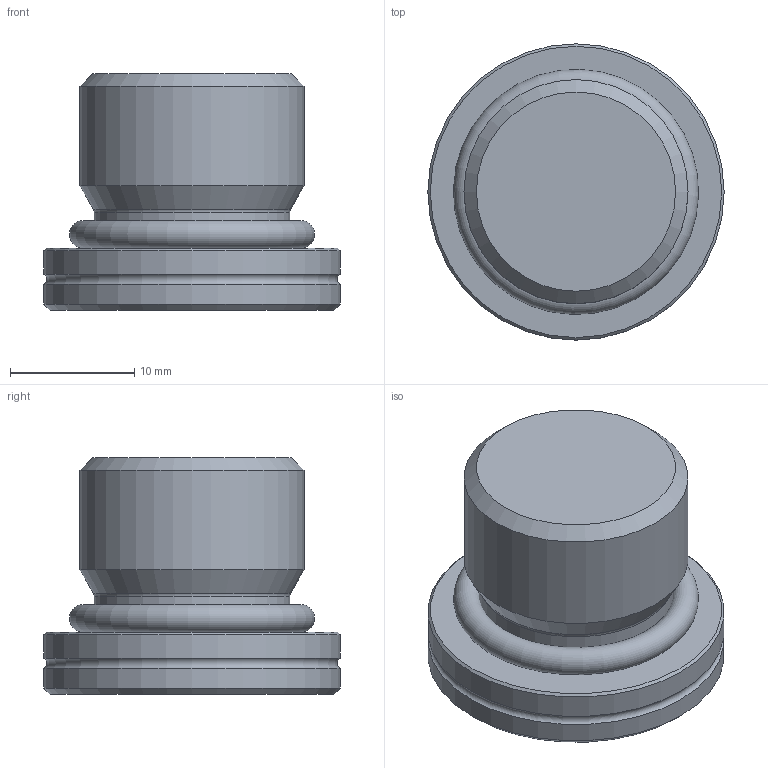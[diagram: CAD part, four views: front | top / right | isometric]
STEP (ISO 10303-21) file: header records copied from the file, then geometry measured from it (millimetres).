
FILE_DESCRIPTION((''),'2;1');
FILE_NAME('7200318.stp','2014-09-03T11:36:53',(''),('KNOMI spol. s r. o.'),'Autodesk Inventor 2012','Autodesk Inventor 2012','');
FILE_SCHEMA(('AUTOMOTIVE_DESIGN { 1 2 10303 214 0 1 1 1 }'));
Length unit declared in the file: millimetre
Products named in the file (3): ZKF M18; 72003185; 60815300220
Assembly tree (2 placements, depth 2):
  ZKF M18
    72003185
    60815300220
Bounding box: 23.8 x 23.8 x 19 mm (x, y, z)
Volume: 5032.6 mm3; surface area: 2726.3 mm2
Topology: 2 solids, 2 shells, 45 faces, 112 edges, 71 vertices
Faces by surface type: plane 22, cylinder 11, torus 6, cone 6
Full cylindrical faces by diameter (mm): 9.5 x1, 15.7 x1, 18 x1, 23.8 x2
Entity records: 1397 total; most frequent: CARTESIAN_POINT 293, DIRECTION 206, ORIENTED_EDGE 184, EDGE_CURVE 92, AXIS2_PLACEMENT_3D 88, VERTEX_POINT 67, EDGE_LOOP 63, STYLED_ITEM 47
